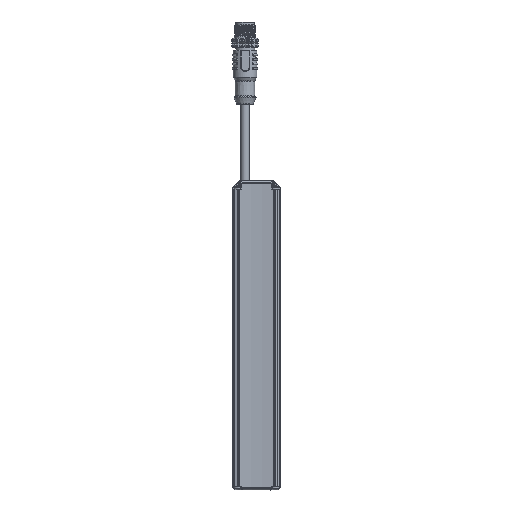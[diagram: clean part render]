
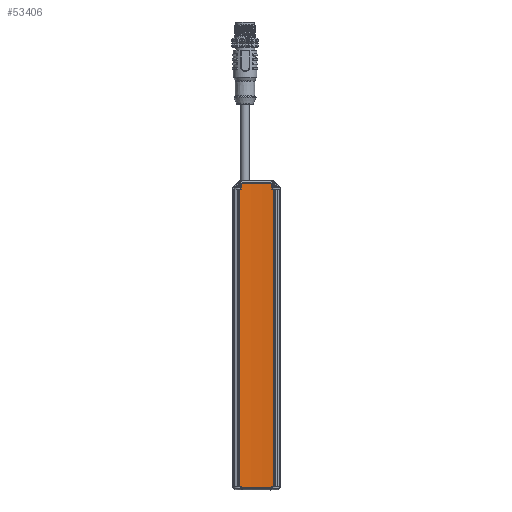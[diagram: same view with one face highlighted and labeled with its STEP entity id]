
A CAD part, front view. The second image highlights one B-rep face of the part: STEP entity #53406.
In plain terms, the highlighted cylindrical face has radius 90 mm (diameter 180 mm), a partial arc.
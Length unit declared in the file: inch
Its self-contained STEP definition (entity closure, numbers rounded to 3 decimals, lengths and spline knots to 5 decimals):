
#168 = DIRECTION ( 'NONE',  ( 1., 0., 0. ) ) ;
#344 = EDGE_CURVE ( 'NONE', #25509, #57593, #56773, .T. ) ;
#1660 = CARTESIAN_POINT ( 'NONE',  ( -0.33352, 0.00395, 6.37795 ) ) ;
#1964 = VERTEX_POINT ( 'NONE', #9599 ) ;
#1977 = CIRCLE ( 'NONE', #31818, 3.54331 ) ;
#2240 = CARTESIAN_POINT ( 'NONE',  ( 0.33352, 0.00395, 6.29921 ) ) ;
#5661 = ORIENTED_EDGE ( 'NONE', *, *, #42941, .F. ) ;
#6257 = CARTESIAN_POINT ( 'NONE',  ( 0., -3.52362, 6.37795 ) ) ;
#6612 = DIRECTION ( 'NONE',  ( 1., 0., 0. ) ) ;
#6927 = CARTESIAN_POINT ( 'NONE',  ( 0., -3.52362, 6.37795 ) ) ;
#7849 = EDGE_CURVE ( 'NONE', #33581, #1964, #18125, .T. ) ;
#7952 = AXIS2_PLACEMENT_3D ( 'NONE', #37356, #14018, #41999 ) ;
#8031 = CARTESIAN_POINT ( 'NONE',  ( 0.37298, 0., -0.07087 ) ) ;
#8097 = VECTOR ( 'NONE', #12041, 39.37008 ) ;
#8579 = CARTESIAN_POINT ( 'NONE',  ( 0.33352, 0.00395, -0.07087 ) ) ;
#9599 = CARTESIAN_POINT ( 'NONE',  ( 0.33352, 0.00395, -0.09907 ) ) ;
#10458 = DIRECTION ( 'NONE',  ( 0., 0., -1. ) ) ;
#10488 = CIRCLE ( 'NONE', #34581, 3.54331 ) ;
#10552 = VERTEX_POINT ( 'NONE', #30155 ) ;
#10807 = LINE ( 'NONE', #49185, #67108 ) ;
#11326 = DIRECTION ( 'NONE',  ( -0.519, 0.855, 0. ) ) ;
#11607 = DIRECTION ( 'NONE',  ( 0., 0., -1. ) ) ;
#12041 = DIRECTION ( 'NONE',  ( 0., 0., -1. ) ) ;
#12229 = CARTESIAN_POINT ( 'NONE',  ( -0.33352, 0.00395, 0.33402 ) ) ;
#12296 = ORIENTED_EDGE ( 'NONE', *, *, #40359, .F. ) ;
#13646 = EDGE_CURVE ( 'NONE', #29863, #21161, #39525, .T. ) ;
#13854 = AXIS2_PLACEMENT_3D ( 'NONE', #22090, #43271, #11326 ) ;
#14018 = DIRECTION ( 'NONE',  ( 0., 0., 1. ) ) ;
#15049 = CIRCLE ( 'NONE', #13854, 3.54331 ) ;
#15711 = AXIS2_PLACEMENT_3D ( 'NONE', #38651, #52715, #60495 ) ;
#16987 = DIRECTION ( 'NONE',  ( 1., 0., 0. ) ) ;
#17902 = CARTESIAN_POINT ( 'NONE',  ( -0.33352, 0.00395, 6.50557 ) ) ;
#18125 = LINE ( 'NONE', #46808, #34286 ) ;
#19192 = DIRECTION ( 'NONE',  ( 0., 0., -1. ) ) ;
#19720 = CARTESIAN_POINT ( 'NONE',  ( -0.33352, 0.00395, -0.09907 ) ) ;
#19838 = CARTESIAN_POINT ( 'NONE',  ( -0.37298, 0., -0.07087 ) ) ;
#20321 = ORIENTED_EDGE ( 'NONE', *, *, #36730, .F. ) ;
#20608 = VERTEX_POINT ( 'NONE', #49610 ) ;
#21140 = VECTOR ( 'NONE', #57123, 39.37008 ) ;
#21161 = VERTEX_POINT ( 'NONE', #23664 ) ;
#21305 = VERTEX_POINT ( 'NONE', #51980 ) ;
#22090 = CARTESIAN_POINT ( 'NONE',  ( 0., -3.52362, -0.09907 ) ) ;
#22852 = LINE ( 'NONE', #67687, #70875 ) ;
#23664 = CARTESIAN_POINT ( 'NONE',  ( -0.33352, 0.00395, -0.07087 ) ) ;
#23913 = VERTEX_POINT ( 'NONE', #1660 ) ;
#25509 = VERTEX_POINT ( 'NONE', #19838 ) ;
#27924 = VERTEX_POINT ( 'NONE', #8031 ) ;
#29863 = VERTEX_POINT ( 'NONE', #19720 ) ;
#30155 = CARTESIAN_POINT ( 'NONE',  ( 0.33352, 0.00395, 6.37795 ) ) ;
#31645 = VECTOR ( 'NONE', #61726, 39.37008 ) ;
#31818 = AXIS2_PLACEMENT_3D ( 'NONE', #6927, #11607, #16987 ) ;
#32535 = EDGE_CURVE ( 'NONE', #20608, #10552, #33969, .T. ) ;
#33581 = VERTEX_POINT ( 'NONE', #8579 ) ;
#33969 = LINE ( 'NONE', #2240, #8097 ) ;
#34286 = VECTOR ( 'NONE', #19192, 39.37008 ) ;
#34429 = EDGE_CURVE ( 'NONE', #21305, #27924, #10807, .T. ) ;
#34581 = AXIS2_PLACEMENT_3D ( 'NONE', #6257, #60422, #168 ) ;
#36156 = ORIENTED_EDGE ( 'NONE', *, *, #45552, .F. ) ;
#36344 = EDGE_CURVE ( 'NONE', #27924, #33581, #70681, .T. ) ;
#36617 = CIRCLE ( 'NONE', #38871, 3.54331 ) ;
#36730 = EDGE_CURVE ( 'NONE', #57593, #23913, #1977, .T. ) ;
#37356 = CARTESIAN_POINT ( 'NONE',  ( 0., -3.52362, 6.29921 ) ) ;
#37605 = CIRCLE ( 'NONE', #58198, 3.54331 ) ;
#38651 = CARTESIAN_POINT ( 'NONE',  ( 0., -3.52362, -0.07087 ) ) ;
#38871 = AXIS2_PLACEMENT_3D ( 'NONE', #54352, #48951, #6612 ) ;
#39206 = EDGE_CURVE ( 'NONE', #23913, #56988, #22852, .T. ) ;
#39525 = LINE ( 'NONE', #12229, #31645 ) ;
#39676 = ORIENTED_EDGE ( 'NONE', *, *, #34429, .F. ) ;
#40359 = EDGE_CURVE ( 'NONE', #56988, #20608, #37605, .T. ) ;
#41755 = DIRECTION ( 'NONE',  ( 1., 0., 0. ) ) ;
#41999 = DIRECTION ( 'NONE',  ( 1., 0., 0. ) ) ;
#42941 = EDGE_CURVE ( 'NONE', #1964, #29863, #15049, .T. ) ;
#43271 = DIRECTION ( 'NONE',  ( 0., 0., 1. ) ) ;
#44307 = CARTESIAN_POINT ( 'NONE',  ( -0.37298, 0., 6.37795 ) ) ;
#45552 = EDGE_CURVE ( 'NONE', #10552, #21305, #10488, .T. ) ;
#46808 = CARTESIAN_POINT ( 'NONE',  ( 0.33352, 0.00395, 6.29921 ) ) ;
#47368 = FACE_OUTER_BOUND ( 'NONE', #70970, .T. ) ;
#48951 = DIRECTION ( 'NONE',  ( 0., 0., 1. ) ) ;
#49185 = CARTESIAN_POINT ( 'NONE',  ( 0.37298, 0., 6.29921 ) ) ;
#49610 = CARTESIAN_POINT ( 'NONE',  ( 0.33352, 0.00395, 6.50557 ) ) ;
#51801 = DIRECTION ( 'NONE',  ( 0., 0., -1. ) ) ;
#51980 = CARTESIAN_POINT ( 'NONE',  ( 0.37298, 0., 6.37795 ) ) ;
#52715 = DIRECTION ( 'NONE',  ( 0., 0., 1. ) ) ;
#52916 = EDGE_CURVE ( 'NONE', #21161, #25509, #36617, .T. ) ;
#53173 = ORIENTED_EDGE ( 'NONE', *, *, #13646, .F. ) ;
#53406 = ADVANCED_FACE ( 'NONE', ( #47368 ), #68547, .F. ) ;
#54352 = CARTESIAN_POINT ( 'NONE',  ( 0., -3.52362, -0.07087 ) ) ;
#56567 = ORIENTED_EDGE ( 'NONE', *, *, #36344, .F. ) ;
#56773 = LINE ( 'NONE', #67215, #21140 ) ;
#56988 = VERTEX_POINT ( 'NONE', #17902 ) ;
#57123 = DIRECTION ( 'NONE',  ( 0., 0., 1. ) ) ;
#57539 = CARTESIAN_POINT ( 'NONE',  ( 0., -3.52362, 6.50557 ) ) ;
#57593 = VERTEX_POINT ( 'NONE', #44307 ) ;
#57707 = ORIENTED_EDGE ( 'NONE', *, *, #344, .F. ) ;
#58198 = AXIS2_PLACEMENT_3D ( 'NONE', #57539, #51801, #41755 ) ;
#59160 = ORIENTED_EDGE ( 'NONE', *, *, #52916, .F. ) ;
#60422 = DIRECTION ( 'NONE',  ( 0., 0., -1. ) ) ;
#60495 = DIRECTION ( 'NONE',  ( 1., 0., 0. ) ) ;
#61726 = DIRECTION ( 'NONE',  ( 0., 0., 1. ) ) ;
#64545 = ORIENTED_EDGE ( 'NONE', *, *, #39206, .F. ) ;
#64830 = ORIENTED_EDGE ( 'NONE', *, *, #7849, .F. ) ;
#66644 = DIRECTION ( 'NONE',  ( 0., 0., 1. ) ) ;
#67108 = VECTOR ( 'NONE', #10458, 39.37008 ) ;
#67215 = CARTESIAN_POINT ( 'NONE',  ( -0.37298, 0., 6.29921 ) ) ;
#67687 = CARTESIAN_POINT ( 'NONE',  ( -0.33352, 0.00395, 6.29921 ) ) ;
#68547 = CYLINDRICAL_SURFACE ( 'NONE', #7952, 3.54331 ) ;
#69309 = ORIENTED_EDGE ( 'NONE', *, *, #32535, .F. ) ;
#70681 = CIRCLE ( 'NONE', #15711, 3.54331 ) ;
#70875 = VECTOR ( 'NONE', #66644, 39.37008 ) ;
#70970 = EDGE_LOOP ( 'NONE', ( #69309, #12296, #64545, #20321, #57707, #59160, #53173, #5661, #64830, #56567, #39676, #36156 ) ) ;
